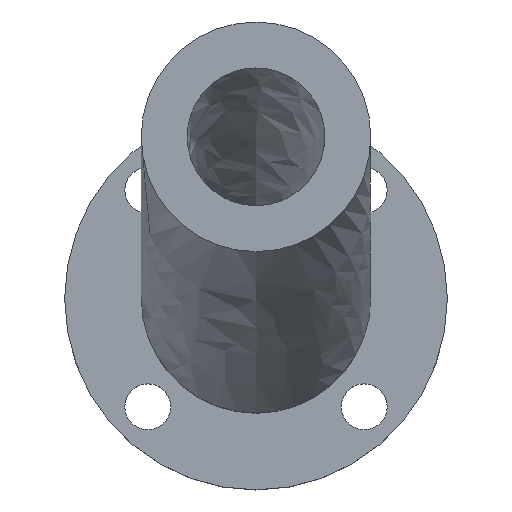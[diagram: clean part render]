
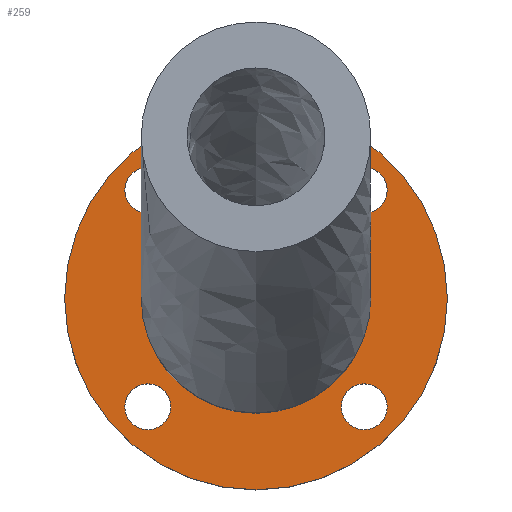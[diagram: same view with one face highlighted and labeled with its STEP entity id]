
A CAD part, top view. The second image highlights one B-rep face of the part: STEP entity #259.
In plain terms, the highlighted planar face has unit normal (0, 0, 1).
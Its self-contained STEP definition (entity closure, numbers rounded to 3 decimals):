
#32=FACE_BOUND('',#77,.T.);
#33=FACE_BOUND('',#78,.T.);
#34=FACE_BOUND('',#79,.T.);
#35=FACE_BOUND('',#80,.T.);
#36=FACE_BOUND('',#81,.T.);
#37=FACE_BOUND('',#82,.T.);
#47=PLANE('',#346);
#60=FACE_OUTER_BOUND('',#76,.T.);
#76=EDGE_LOOP('',(#216));
#77=EDGE_LOOP('',(#217));
#78=EDGE_LOOP('',(#218));
#79=EDGE_LOOP('',(#219));
#80=EDGE_LOOP('',(#220));
#81=EDGE_LOOP('',(#221));
#82=EDGE_LOOP('',(#222));
#115=CIRCLE('',#326,15.);
#116=CIRCLE('',#329,3.);
#118=CIRCLE('',#332,3.);
#120=CIRCLE('',#335,3.);
#122=CIRCLE('',#338,3.);
#124=CIRCLE('',#341,3.);
#126=CIRCLE('',#344,25.);
#135=VERTEX_POINT('',#452);
#136=VERTEX_POINT('',#457);
#138=VERTEX_POINT('',#463);
#140=VERTEX_POINT('',#469);
#142=VERTEX_POINT('',#475);
#144=VERTEX_POINT('',#481);
#146=VERTEX_POINT('',#487);
#157=EDGE_CURVE('',#135,#135,#115,.T.);
#158=EDGE_CURVE('',#136,#136,#116,.T.);
#161=EDGE_CURVE('',#138,#138,#118,.T.);
#164=EDGE_CURVE('',#140,#140,#120,.T.);
#167=EDGE_CURVE('',#142,#142,#122,.T.);
#170=EDGE_CURVE('',#144,#144,#124,.T.);
#173=EDGE_CURVE('',#146,#146,#126,.T.);
#216=ORIENTED_EDGE('',*,*,#173,.T.);
#217=ORIENTED_EDGE('',*,*,#157,.T.);
#218=ORIENTED_EDGE('',*,*,#158,.T.);
#219=ORIENTED_EDGE('',*,*,#161,.T.);
#220=ORIENTED_EDGE('',*,*,#164,.T.);
#221=ORIENTED_EDGE('',*,*,#167,.T.);
#222=ORIENTED_EDGE('',*,*,#170,.T.);
#259=ADVANCED_FACE('',(#60,#32,#33,#34,#35,#36,#37),#47,.T.);
#326=AXIS2_PLACEMENT_3D('',#454,#373,#374);
#329=AXIS2_PLACEMENT_3D('',#458,#379,#380);
#332=AXIS2_PLACEMENT_3D('',#464,#386,#387);
#335=AXIS2_PLACEMENT_3D('',#470,#393,#394);
#338=AXIS2_PLACEMENT_3D('',#476,#400,#401);
#341=AXIS2_PLACEMENT_3D('',#482,#407,#408);
#344=AXIS2_PLACEMENT_3D('',#488,#414,#415);
#346=AXIS2_PLACEMENT_3D('',#492,#419,#420);
#373=DIRECTION('center_axis',(0.,0.,-1.));
#374=DIRECTION('ref_axis',(1.,0.,0.));
#379=DIRECTION('center_axis',(0.,0.,-1.));
#380=DIRECTION('ref_axis',(1.,0.,0.));
#386=DIRECTION('center_axis',(0.,0.,-1.));
#387=DIRECTION('ref_axis',(1.,0.,0.));
#393=DIRECTION('center_axis',(0.,0.,-1.));
#394=DIRECTION('ref_axis',(1.,0.,0.));
#400=DIRECTION('center_axis',(0.,0.,-1.));
#401=DIRECTION('ref_axis',(1.,0.,0.));
#407=DIRECTION('center_axis',(0.,0.,-1.));
#408=DIRECTION('ref_axis',(1.,0.,0.));
#414=DIRECTION('center_axis',(0.,0.,1.));
#415=DIRECTION('ref_axis',(1.,0.,0.));
#419=DIRECTION('center_axis',(0.,0.,1.));
#420=DIRECTION('ref_axis',(1.,0.,0.));
#452=CARTESIAN_POINT('',(-15.,0.,10.));
#454=CARTESIAN_POINT('Origin',(0.,0.,10.));
#457=CARTESIAN_POINT('',(11.142,14.142,10.));
#458=CARTESIAN_POINT('Origin',(14.142,14.142,10.));
#463=CARTESIAN_POINT('',(11.142,-14.142,10.));
#464=CARTESIAN_POINT('Origin',(14.142,-14.142,10.));
#469=CARTESIAN_POINT('',(-3.,20.,10.));
#470=CARTESIAN_POINT('Origin',(0.,20.,10.));
#475=CARTESIAN_POINT('',(-17.142,-14.142,10.));
#476=CARTESIAN_POINT('Origin',(-14.142,-14.142,10.));
#481=CARTESIAN_POINT('',(-17.142,14.142,10.));
#482=CARTESIAN_POINT('Origin',(-14.142,14.142,10.));
#487=CARTESIAN_POINT('',(-25.,0.,10.));
#488=CARTESIAN_POINT('Origin',(0.,0.,10.));
#492=CARTESIAN_POINT('Origin',(0.,0.,10.));
